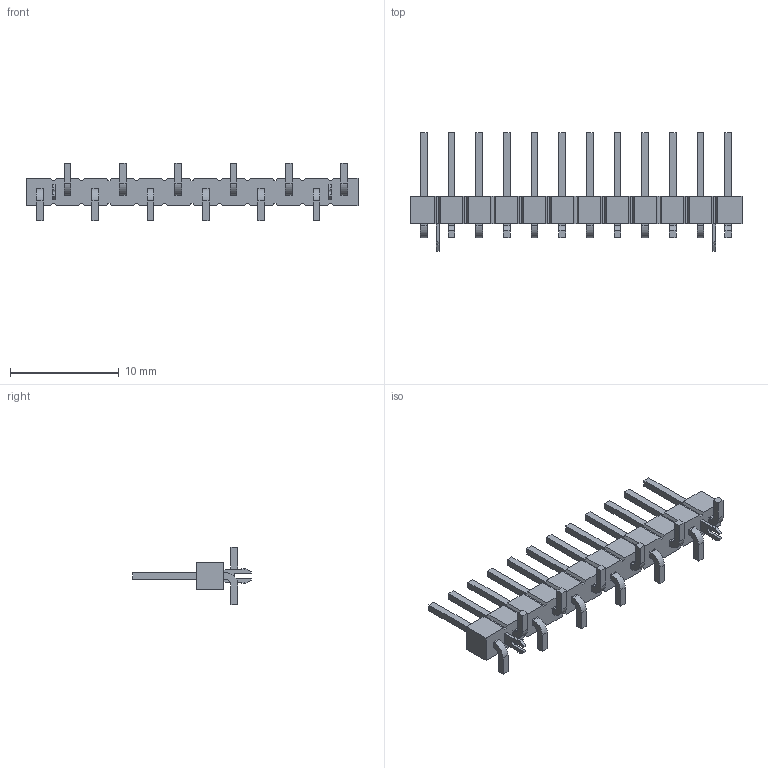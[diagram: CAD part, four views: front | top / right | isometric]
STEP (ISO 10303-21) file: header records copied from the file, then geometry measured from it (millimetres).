
FILE_DESCRIPTION( ( 'STEP AP214' ), '1' );
FILE_NAME( 'TSM-112-01-S-SV-LC.stp', '2021-01-22T04:04:51', ( 'License CC BY-ND 4.0' ), ( 'CADENAS' ), ' ', 'PARTsolutions', ' ' );
FILE_SCHEMA( ( 'AUTOMOTIVE_DESIGN { 1 0 10303 214 1 1 1 1 }' ) );
Length unit declared in the file: inch
Products named in the file (3): TSM-112-01-S-SV-LC; _TSM-112-01-SV-LC_body; _T-1S6-16(-01-12-SV)
Assembly tree (2 placements, depth 2):
  TSM-112-01-S-SV-LC
    _TSM-112-01-SV-LC_body
    _T-1S6-16(-01-12-SV)
Bounding box: 30.48 x 10.9 x 5.28 mm (x, y, z)
Volume: 238.6 mm3; surface area: 815.7 mm2
Topology: 2 solids, 2 shells, 350 faces, 972 edges, 648 vertices
Faces by surface type: plane 324, cylinder 26
Entity records: 13910 total; most frequent: CARTESIAN_POINT 1973, ORIENTED_EDGE 1944, DIRECTION 1730, EDGE_CURVE 972, LINE 920, VECTOR 920, VERTEX_POINT 648, AXIS2_PLACEMENT_3D 405
